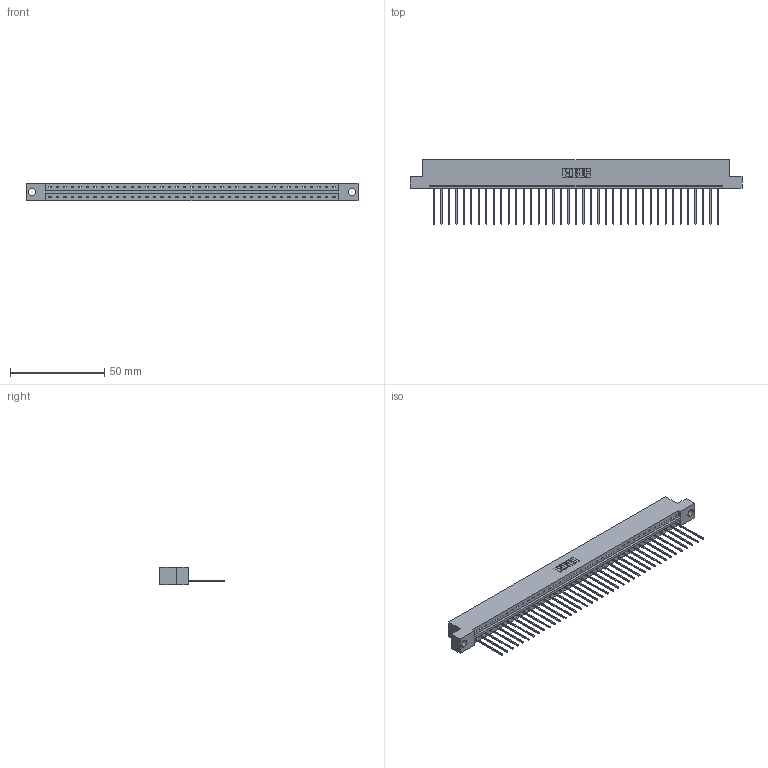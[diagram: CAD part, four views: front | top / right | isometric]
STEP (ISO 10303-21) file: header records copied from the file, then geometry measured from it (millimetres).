
FILE_DESCRIPTION (( 'STEP AP203' ), '1' );
FILE_NAME ('833-039-541-104.STEP', '2020-06-03T14:53:41', ( '' ), ( '' ), 'SwSTEP 2.0', 'SolidWorks 2020', '' );
FILE_SCHEMA (( 'CONFIG_CONTROL_DESIGN' ));
Length unit declared in the file: inch
Products named in the file (3): 833-039-541-104; 833 Part_Flush - .156 Dia - TH; 345-292-001_345-293-141
Assembly tree (40 placements, depth 2):
  833-039-541-104
    833 Part_Flush - .156 Dia - TH
    345-292-001_345-293-141  x39
Bounding box: 176.07 x 34.3 x 9.4 mm (x, y, z)
Volume: 17732.9 mm3; surface area: 19752.7 mm2
Topology: 40 solids, 40 shells, 2376 faces, 7175 edges, 4730 vertices
Faces by surface type: plane 1708, cylinder 668
Entity records: 24251 total; most frequent: CARTESIAN_POINT 4191, ORIENTED_EDGE 4166, DIRECTION 3541, EDGE_CURVE 2083, VECTOR 1955, LINE 1955, VERTEX_POINT 1386, AXIS2_PLACEMENT_3D 793
